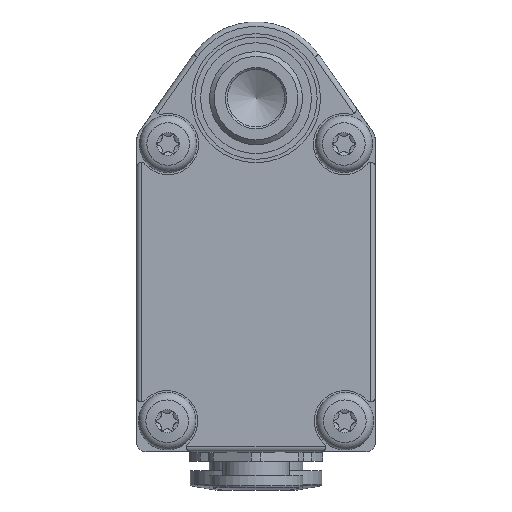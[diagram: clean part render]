
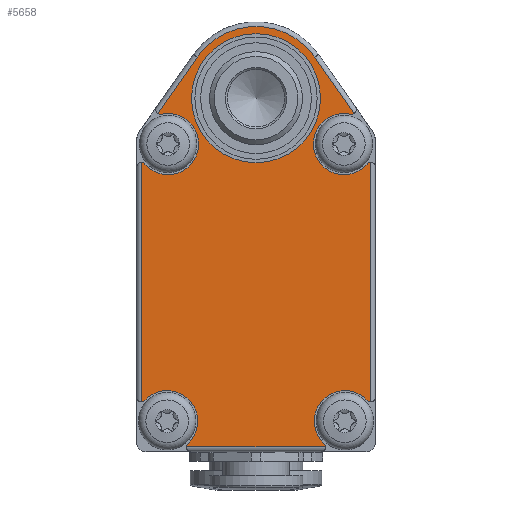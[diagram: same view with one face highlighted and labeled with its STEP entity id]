
A CAD part, front view. The second image highlights one B-rep face of the part: STEP entity #5658.
In plain terms, the highlighted planar face has unit normal (0, -1, 0).
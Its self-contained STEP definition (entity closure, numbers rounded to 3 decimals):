
#71=PLANE('',#6002);
#197=LINE('',#8414,#396);
#198=LINE('',#8423,#397);
#199=LINE('',#8431,#398);
#200=LINE('',#8439,#399);
#201=LINE('',#8443,#400);
#396=VECTOR('',#6735,1000.);
#397=VECTOR('',#6742,1000.);
#398=VECTOR('',#6749,1000.);
#399=VECTOR('',#6756,1000.);
#400=VECTOR('',#6759,1000.);
#731=CIRCLE('',#6003,6.075);
#732=CIRCLE('',#6004,0.5);
#733=CIRCLE('',#6005,3.2);
#734=CIRCLE('',#6006,0.5);
#735=CIRCLE('',#6007,0.5);
#736=CIRCLE('',#6008,3.2);
#737=CIRCLE('',#6009,0.5);
#738=CIRCLE('',#6010,0.5);
#739=CIRCLE('',#6011,3.2);
#740=CIRCLE('',#6012,0.5);
#741=CIRCLE('',#6013,7.5);
#742=CIRCLE('',#6014,0.5);
#743=CIRCLE('',#6015,3.2);
#744=CIRCLE('',#6016,0.5);
#1183=ORIENTED_EDGE('',*,*,#2300,.F.);
#1184=ORIENTED_EDGE('',*,*,#2301,.F.);
#1185=ORIENTED_EDGE('',*,*,#2302,.T.);
#1186=ORIENTED_EDGE('',*,*,#2303,.F.);
#1187=ORIENTED_EDGE('',*,*,#2304,.T.);
#1188=ORIENTED_EDGE('',*,*,#2305,.F.);
#1189=ORIENTED_EDGE('',*,*,#2306,.T.);
#1190=ORIENTED_EDGE('',*,*,#2307,.F.);
#1191=ORIENTED_EDGE('',*,*,#2308,.T.);
#1192=ORIENTED_EDGE('',*,*,#2309,.T.);
#1193=ORIENTED_EDGE('',*,*,#2310,.T.);
#1194=ORIENTED_EDGE('',*,*,#2311,.F.);
#1195=ORIENTED_EDGE('',*,*,#2312,.T.);
#1196=ORIENTED_EDGE('',*,*,#2313,.F.);
#1197=ORIENTED_EDGE('',*,*,#2314,.F.);
#1198=ORIENTED_EDGE('',*,*,#2315,.T.);
#1199=ORIENTED_EDGE('',*,*,#2316,.T.);
#1200=ORIENTED_EDGE('',*,*,#2317,.F.);
#1201=ORIENTED_EDGE('',*,*,#2318,.T.);
#2300=EDGE_CURVE('',#2814,#2814,#731,.F.);
#2301=EDGE_CURVE('',#2815,#2816,#197,.T.);
#2302=EDGE_CURVE('',#2815,#2817,#732,.F.);
#2303=EDGE_CURVE('',#2818,#2817,#733,.F.);
#2304=EDGE_CURVE('',#2818,#2819,#734,.F.);
#2305=EDGE_CURVE('',#2820,#2819,#198,.T.);
#2306=EDGE_CURVE('',#2820,#2821,#735,.F.);
#2307=EDGE_CURVE('',#2822,#2821,#736,.F.);
#2308=EDGE_CURVE('',#2822,#2823,#737,.F.);
#2309=EDGE_CURVE('',#2823,#2824,#199,.T.);
#2310=EDGE_CURVE('',#2824,#2825,#738,.F.);
#2311=EDGE_CURVE('',#2826,#2825,#739,.F.);
#2312=EDGE_CURVE('',#2826,#2827,#740,.F.);
#2313=EDGE_CURVE('',#2828,#2827,#200,.T.);
#2314=EDGE_CURVE('',#2829,#2828,#741,.T.);
#2315=EDGE_CURVE('',#2829,#2830,#201,.T.);
#2316=EDGE_CURVE('',#2830,#2831,#742,.F.);
#2317=EDGE_CURVE('',#2832,#2831,#743,.F.);
#2318=EDGE_CURVE('',#2832,#2816,#744,.F.);
#2814=VERTEX_POINT('',#8413);
#2815=VERTEX_POINT('',#8415);
#2816=VERTEX_POINT('',#8416);
#2817=VERTEX_POINT('',#8418);
#2818=VERTEX_POINT('',#8420);
#2819=VERTEX_POINT('',#8422);
#2820=VERTEX_POINT('',#8424);
#2821=VERTEX_POINT('',#8426);
#2822=VERTEX_POINT('',#8428);
#2823=VERTEX_POINT('',#8430);
#2824=VERTEX_POINT('',#8432);
#2825=VERTEX_POINT('',#8434);
#2826=VERTEX_POINT('',#8436);
#2827=VERTEX_POINT('',#8438);
#2828=VERTEX_POINT('',#8440);
#2829=VERTEX_POINT('',#8442);
#2830=VERTEX_POINT('',#8444);
#2831=VERTEX_POINT('',#8446);
#2832=VERTEX_POINT('',#8448);
#3199=EDGE_LOOP('',(#1183));
#3200=EDGE_LOOP('',(#1184,#1185,#1186,#1187,#1188,#1189,#1190,#1191,#1192,
#1193,#1194,#1195,#1196,#1197,#1198,#1199,#1200,#1201));
#3510=FACE_BOUND('',#3199,.T.);
#3511=FACE_BOUND('',#3200,.T.);
#5658=ADVANCED_FACE('',(#3510,#3511),#71,.F.);
#6002=AXIS2_PLACEMENT_3D('',#8411,#6731,#6732);
#6003=AXIS2_PLACEMENT_3D('',#8412,#6733,#6734);
#6004=AXIS2_PLACEMENT_3D('',#8417,#6736,#6737);
#6005=AXIS2_PLACEMENT_3D('',#8419,#6738,#6739);
#6006=AXIS2_PLACEMENT_3D('',#8421,#6740,#6741);
#6007=AXIS2_PLACEMENT_3D('',#8425,#6743,#6744);
#6008=AXIS2_PLACEMENT_3D('',#8427,#6745,#6746);
#6009=AXIS2_PLACEMENT_3D('',#8429,#6747,#6748);
#6010=AXIS2_PLACEMENT_3D('',#8433,#6750,#6751);
#6011=AXIS2_PLACEMENT_3D('',#8435,#6752,#6753);
#6012=AXIS2_PLACEMENT_3D('',#8437,#6754,#6755);
#6013=AXIS2_PLACEMENT_3D('',#8441,#6757,#6758);
#6014=AXIS2_PLACEMENT_3D('',#8445,#6760,#6761);
#6015=AXIS2_PLACEMENT_3D('',#8447,#6762,#6763);
#6016=AXIS2_PLACEMENT_3D('',#8449,#6764,#6765);
#6731=DIRECTION('',(0.,1.,0.));
#6732=DIRECTION('',(0.,0.,1.));
#6733=DIRECTION('',(0.,1.,0.));
#6734=DIRECTION('',(0.,0.,1.));
#6735=DIRECTION('',(0.,0.,1.));
#6736=DIRECTION('',(0.,1.,0.));
#6737=DIRECTION('',(0.,0.,1.));
#6738=DIRECTION('',(0.,1.,0.));
#6739=DIRECTION('',(0.,0.,1.));
#6740=DIRECTION('',(0.,1.,0.));
#6741=DIRECTION('',(0.,0.,1.));
#6742=DIRECTION('',(-1.,0.,0.));
#6743=DIRECTION('',(0.,1.,0.));
#6744=DIRECTION('',(0.,0.,1.));
#6745=DIRECTION('',(0.,1.,0.));
#6746=DIRECTION('',(0.,0.,1.));
#6747=DIRECTION('',(0.,1.,0.));
#6748=DIRECTION('',(0.,0.,1.));
#6749=DIRECTION('',(0.,0.,1.));
#6750=DIRECTION('',(0.,1.,0.));
#6751=DIRECTION('',(0.,0.,1.));
#6752=DIRECTION('',(0.,1.,0.));
#6753=DIRECTION('',(0.,0.,1.));
#6754=DIRECTION('',(0.,1.,0.));
#6755=DIRECTION('',(0.,0.,1.));
#6756=DIRECTION('',(0.574,0.,-0.819));
#6757=DIRECTION('',(0.,1.,0.));
#6758=DIRECTION('',(0.,0.,1.));
#6759=DIRECTION('',(-0.574,0.,-0.819));
#6760=DIRECTION('',(0.,1.,0.));
#6761=DIRECTION('',(0.,0.,1.));
#6762=DIRECTION('',(0.,1.,0.));
#6763=DIRECTION('',(0.,0.,1.));
#6764=DIRECTION('',(0.,1.,0.));
#6765=DIRECTION('',(0.,0.,1.));
#8411=CARTESIAN_POINT('',(-11.5,-10.25,-36.));
#8412=CARTESIAN_POINT('',(0.,-10.25,0.));
#8413=CARTESIAN_POINT('',(0.,-10.25,6.075));
#8414=CARTESIAN_POINT('',(-12.,-10.25,-40.));
#8415=CARTESIAN_POINT('',(-12.,-10.25,-31.77));
#8416=CARTESIAN_POINT('',(-12.,-10.25,-6.719));
#8417=CARTESIAN_POINT('',(-12.,-10.25,-31.27));
#8418=CARTESIAN_POINT('',(-11.635,-10.25,-31.612));
#8419=CARTESIAN_POINT('',(-9.3,-10.25,-33.8));
#8420=CARTESIAN_POINT('',(-7.112,-10.25,-36.135));
#8421=CARTESIAN_POINT('',(-6.77,-10.25,-36.5));
#8422=CARTESIAN_POINT('',(-7.27,-10.25,-36.5));
#8423=CARTESIAN_POINT('',(20.,-10.25,-36.5));
#8424=CARTESIAN_POINT('',(7.27,-10.25,-36.5));
#8425=CARTESIAN_POINT('',(6.77,-10.25,-36.5));
#8426=CARTESIAN_POINT('',(7.112,-10.25,-36.135));
#8427=CARTESIAN_POINT('',(9.3,-10.25,-33.8));
#8428=CARTESIAN_POINT('',(11.635,-10.25,-31.612));
#8429=CARTESIAN_POINT('',(12.,-10.25,-31.27));
#8430=CARTESIAN_POINT('',(12.,-10.25,-31.77));
#8431=CARTESIAN_POINT('',(12.,-10.25,-40.));
#8432=CARTESIAN_POINT('',(12.,-10.25,-6.719));
#8433=CARTESIAN_POINT('',(12.,-10.25,-7.219));
#8434=CARTESIAN_POINT('',(11.622,-10.25,-6.892));
#8435=CARTESIAN_POINT('',(9.2,-10.25,-4.8));
#8436=CARTESIAN_POINT('',(9.879,-10.25,-1.673));
#8437=CARTESIAN_POINT('',(9.985,-10.25,-1.184));
#8438=CARTESIAN_POINT('',(10.272,-10.25,-1.594));
#8439=CARTESIAN_POINT('',(-5.328,-10.25,20.685));
#8440=CARTESIAN_POINT('',(6.144,-10.25,4.302));
#8441=CARTESIAN_POINT('',(0.,-10.25,0.));
#8442=CARTESIAN_POINT('',(-6.144,-10.25,4.302));
#8443=CARTESIAN_POINT('',(5.328,-10.25,20.685));
#8444=CARTESIAN_POINT('',(-10.272,-10.25,-1.594));
#8445=CARTESIAN_POINT('',(-9.985,-10.25,-1.184));
#8446=CARTESIAN_POINT('',(-9.879,-10.25,-1.673));
#8447=CARTESIAN_POINT('',(-9.2,-10.25,-4.8));
#8448=CARTESIAN_POINT('',(-11.622,-10.25,-6.892));
#8449=CARTESIAN_POINT('',(-12.,-10.25,-7.219));
